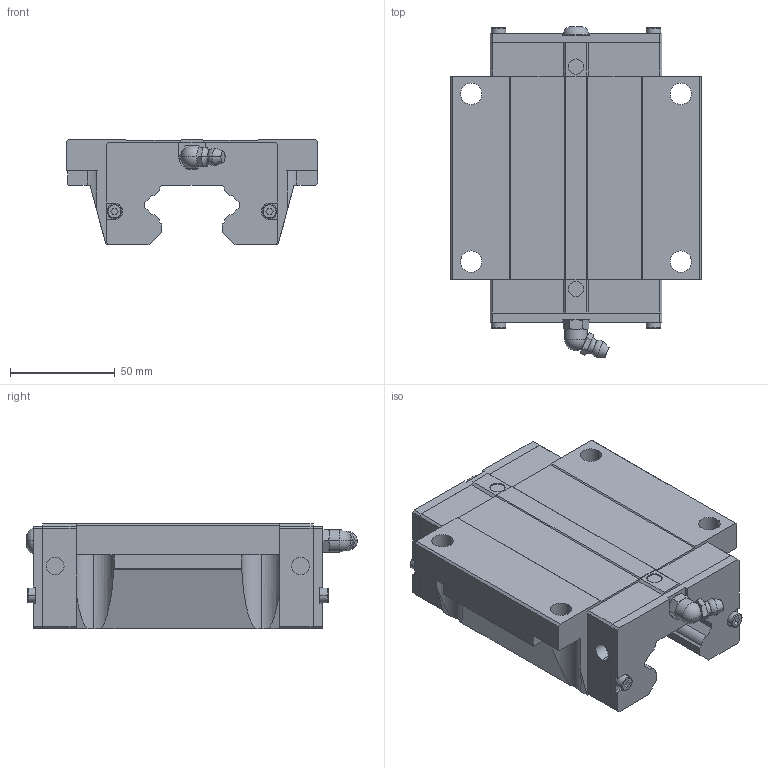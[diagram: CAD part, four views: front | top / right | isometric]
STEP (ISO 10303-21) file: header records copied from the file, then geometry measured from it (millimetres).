
FILE_DESCRIPTION(('STEP AP214'),'1');
FILE_NAME('cctmp_0B2ECB91-667B-47E6-BCAC-25AD43906935_2024_08_02_21_57_48_0406..stp','2024-08-02T19:57:48',('HIWIN GmbH'),('CADClick - www.CADClick.com'),'Spatial InterOp 3D',' ','unknown authorization');
FILE_SCHEMA(('AUTOMOTIVE_DESIGN'));
Length unit declared in the file: millimetre
Products named in the file (1): HGW45CCZ0C_FILE
Bounding box: 120 x 157.72 x 50.5 mm (x, y, z)
Volume: 502565.4 mm3; surface area: 64962.2 mm2
Topology: 1 solids, 4 shells, 299 faces, 791 edges, 513 vertices
Faces by surface type: plane 193, cylinder 68, torus 22, cone 14, sphere 2
Entity records: 11818 total; most frequent: CARTESIAN_POINT 1902, ORIENTED_EDGE 1578, DIRECTION 1550, EDGE_CURVE 789, LINE 540, VECTOR 540, VERTEX_POINT 513, AXIS2_PLACEMENT_3D 505
